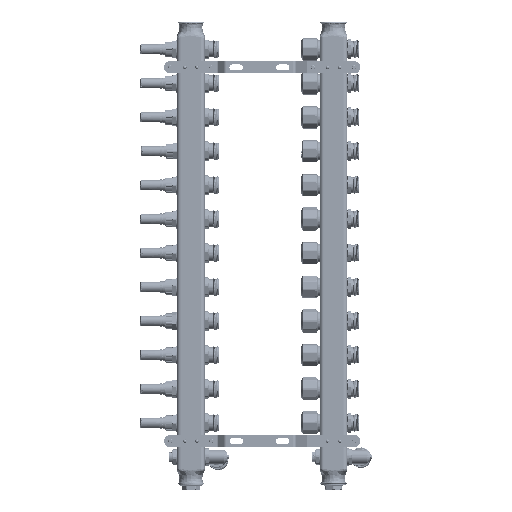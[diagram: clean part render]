
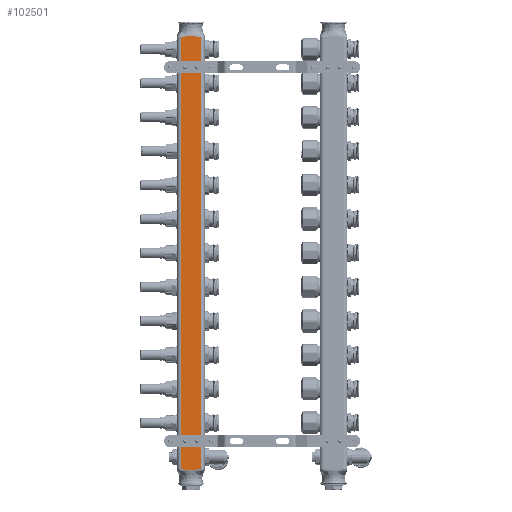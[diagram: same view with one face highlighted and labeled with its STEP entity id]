
A CAD part, front view. The second image highlights one B-rep face of the part: STEP entity #102501.
In plain terms, the highlighted face is planar.
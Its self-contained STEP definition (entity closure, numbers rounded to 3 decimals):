
#496 = LINE ( 'NONE', #43677, #112439 ) ;
#1345 = CARTESIAN_POINT ( 'NONE',  ( 19.5, 4.287, -658.469 ) ) ;
#1876 = VECTOR ( 'NONE', #123288, 1000. ) ;
#2166 = CARTESIAN_POINT ( 'NONE',  ( 19.5, 11.219, -657.207 ) ) ;
#7008 = CARTESIAN_POINT ( 'NONE',  ( 19.5, 2.461, -19.345 ) ) ;
#7838 = CARTESIAN_POINT ( 'NONE',  ( 19.5, 13.315, -21.252 ) ) ;
#8635 = CARTESIAN_POINT ( 'NONE',  ( 19.5, -4.27, -19.529 ) ) ;
#12234 = LINE ( 'NONE', #18637, #1876 ) ;
#15054 = EDGE_CURVE ( 'NONE', #28782, #91573, #12234, .T. ) ;
#17779 = CARTESIAN_POINT ( 'NONE',  ( 19.5, 12.423, -21.029 ) ) ;
#18193 = CARTESIAN_POINT ( 'NONE',  ( 19.5, -14.5, -21.574 ) ) ;
#18281 = AXIS2_PLACEMENT_3D ( 'NONE', #52278, #52691, #43516 ) ;
#18637 = CARTESIAN_POINT ( 'NONE',  ( 19.5, 14.5, -339. ) ) ;
#19000 = CARTESIAN_POINT ( 'NONE',  ( 19.5, -8.505, -20.256 ) ) ;
#19413 = CARTESIAN_POINT ( 'NONE',  ( 19.5, -11.215, -20.792 ) ) ;
#23522 = B_SPLINE_CURVE_WITH_KNOTS ( 'NONE', 3,
 ( #67966, #58409, #95918, #86320, #87971, #97173, #2166, #115095, #68395, #106763, #96330, #105521, #1345, #115918, #87554, #48815, #59235, #30533, #40047, #96754, #105108, #57980, #87150, #49647, #105948, #77135, #67146, #29262, #76722, #68820 ),
 .UNSPECIFIED., .F., .F.,
 ( 4, 2, 2, 2, 2, 2, 2, 2, 2, 2, 2, 2, 2, 2, 4 ),
 ( 0., 0.002, 0.003, 0.004, 0.007, 0.009, 0.011, 0.015, 0.018, 0.02, 0.022, 0.026, 0.027, 0.028, 0.029 ),
 .UNSPECIFIED. ) ;
#27404 = CARTESIAN_POINT ( 'NONE',  ( 19.5, 12.124, -20.957 ) ) ;
#27815 = CARTESIAN_POINT ( 'NONE',  ( 19.5, -2.442, -19.344 ) ) ;
#28782 = VERTEX_POINT ( 'NONE', #81371 ) ;
#29262 = CARTESIAN_POINT ( 'NONE',  ( 19.5, -13.313, -656.748 ) ) ;
#30533 = CARTESIAN_POINT ( 'NONE',  ( 19.5, -4.27, -658.471 ) ) ;
#36989 = CARTESIAN_POINT ( 'NONE',  ( 19.5, 9.712, -20.509 ) ) ;
#38143 = CARTESIAN_POINT ( 'NONE',  ( 19.5, -14.5, -656.426 ) ) ;
#40047 = CARTESIAN_POINT ( 'NONE',  ( 19.5, -4.878, -658.392 ) ) ;
#43516 = DIRECTION ( 'NONE',  ( 0., -1., 0. ) ) ;
#43677 = CARTESIAN_POINT ( 'NONE',  ( 19.5, -14.5, -339. ) ) ;
#44904 = CARTESIAN_POINT ( 'NONE',  ( 19.5, 11.521, -20.849 ) ) ;
#48815 = CARTESIAN_POINT ( 'NONE',  ( 19.5, -1.22, -658.713 ) ) ;
#49647 = CARTESIAN_POINT ( 'NONE',  ( 19.5, -11.215, -657.208 ) ) ;
#52278 = CARTESIAN_POINT ( 'NONE',  ( 19.5, 14.5, -339. ) ) ;
#52691 = DIRECTION ( 'NONE',  ( -1., 0., 0. ) ) ;
#54084 = CARTESIAN_POINT ( 'NONE',  ( 19.5, 6.103, -19.798 ) ) ;
#54504 = CARTESIAN_POINT ( 'NONE',  ( 19.5, 6.705, -19.908 ) ) ;
#56138 = CARTESIAN_POINT ( 'NONE',  ( 19.5, -6.697, -19.907 ) ) ;
#56564 = CARTESIAN_POINT ( 'NONE',  ( 19.5, -13.907, -21.411 ) ) ;
#57198 = ORIENTED_EDGE ( 'NONE', *, *, #70452, .F. ) ;
#57772 = CARTESIAN_POINT ( 'NONE',  ( 19.5, -12.419, -21.028 ) ) ;
#57980 = CARTESIAN_POINT ( 'NONE',  ( 19.5, -8.505, -657.744 ) ) ;
#58409 = CARTESIAN_POINT ( 'NONE',  ( 19.5, 13.908, -656.588 ) ) ;
#59110 = FACE_OUTER_BOUND ( 'NONE', #101631, .T. ) ;
#59235 = CARTESIAN_POINT ( 'NONE',  ( 19.5, -2.442, -658.656 ) ) ;
#61661 = B_SPLINE_CURVE_WITH_KNOTS ( 'NONE', 3,
 ( #102879, #112036, #7838, #17779, #27404, #44904, #111634, #36989, #63673, #54504, #54084, #121185, #64091, #7008, #114483, #113269, #27815, #8635, #113669, #76929, #56138, #19000, #76532, #19413, #122845, #114072, #57772, #66135, #56564, #18193 ),
 .UNSPECIFIED., .F., .F.,
 ( 4, 2, 2, 2, 2, 2, 2, 2, 2, 2, 2, 2, 2, 2, 4 ),
 ( 0., 0.002, 0.003, 0.004, 0.007, 0.009, 0.011, 0.015, 0.018, 0.02, 0.022, 0.026, 0.027, 0.028, 0.029 ),
 .UNSPECIFIED. ) ;
#63673 = CARTESIAN_POINT ( 'NONE',  ( 19.5, 8.511, -20.258 ) ) ;
#63823 = EDGE_CURVE ( 'NONE', #28782, #102077, #23522, .T. ) ;
#64016 = ORIENTED_EDGE ( 'NONE', *, *, #63823, .F. ) ;
#64091 = CARTESIAN_POINT ( 'NONE',  ( 19.5, 4.287, -19.531 ) ) ;
#66135 = CARTESIAN_POINT ( 'NONE',  ( 19.5, -13.313, -21.252 ) ) ;
#67146 = CARTESIAN_POINT ( 'NONE',  ( 19.5, -12.419, -656.972 ) ) ;
#67966 = CARTESIAN_POINT ( 'NONE',  ( 19.5, 14.5, -656.426 ) ) ;
#68395 = CARTESIAN_POINT ( 'NONE',  ( 19.5, 8.511, -657.742 ) ) ;
#68820 = CARTESIAN_POINT ( 'NONE',  ( 19.5, -14.5, -656.426 ) ) ;
#70452 = EDGE_CURVE ( 'NONE', #102077, #107627, #496, .T. ) ;
#76532 = CARTESIAN_POINT ( 'NONE',  ( 19.5, -9.706, -20.508 ) ) ;
#76722 = CARTESIAN_POINT ( 'NONE',  ( 19.5, -13.907, -656.589 ) ) ;
#76929 = CARTESIAN_POINT ( 'NONE',  ( 19.5, -6.093, -19.796 ) ) ;
#77135 = CARTESIAN_POINT ( 'NONE',  ( 19.5, -12.121, -657.043 ) ) ;
#81371 = CARTESIAN_POINT ( 'NONE',  ( 19.5, 14.5, -656.426 ) ) ;
#86320 = CARTESIAN_POINT ( 'NONE',  ( 19.5, 12.423, -656.971 ) ) ;
#87150 = CARTESIAN_POINT ( 'NONE',  ( 19.5, -9.706, -657.492 ) ) ;
#87554 = CARTESIAN_POINT ( 'NONE',  ( 19.5, 1.232, -658.712 ) ) ;
#87971 = CARTESIAN_POINT ( 'NONE',  ( 19.5, 12.124, -657.043 ) ) ;
#89885 = CARTESIAN_POINT ( 'NONE',  ( 19.5, 14.5, -21.574 ) ) ;
#91573 = VERTEX_POINT ( 'NONE', #89885 ) ;
#95918 = CARTESIAN_POINT ( 'NONE',  ( 19.5, 13.315, -656.748 ) ) ;
#96330 = CARTESIAN_POINT ( 'NONE',  ( 19.5, 6.103, -658.202 ) ) ;
#96754 = CARTESIAN_POINT ( 'NONE',  ( 19.5, -6.093, -658.204 ) ) ;
#97173 = CARTESIAN_POINT ( 'NONE',  ( 19.5, 11.521, -657.151 ) ) ;
#97372 = ORIENTED_EDGE ( 'NONE', *, *, #117328, .T. ) ;
#97779 = ORIENTED_EDGE ( 'NONE', *, *, #15054, .T. ) ;
#101484 = PLANE ( 'NONE',  #18281 ) ;
#101631 = EDGE_LOOP ( 'NONE', ( #97779, #97372, #57198, #64016 ) ) ;
#102077 = VERTEX_POINT ( 'NONE', #38143 ) ;
#102501 = ADVANCED_FACE ( 'NONE', ( #59110 ), #101484, .F. ) ;
#102879 = CARTESIAN_POINT ( 'NONE',  ( 19.5, 14.5, -21.574 ) ) ;
#105108 = CARTESIAN_POINT ( 'NONE',  ( 19.5, -6.697, -658.093 ) ) ;
#105521 = CARTESIAN_POINT ( 'NONE',  ( 19.5, 4.893, -658.39 ) ) ;
#105948 = CARTESIAN_POINT ( 'NONE',  ( 19.5, -11.516, -657.152 ) ) ;
#106763 = CARTESIAN_POINT ( 'NONE',  ( 19.5, 6.705, -658.092 ) ) ;
#107627 = VERTEX_POINT ( 'NONE', #116543 ) ;
#111634 = CARTESIAN_POINT ( 'NONE',  ( 19.5, 11.219, -20.793 ) ) ;
#112036 = CARTESIAN_POINT ( 'NONE',  ( 19.5, 13.908, -21.412 ) ) ;
#112439 = VECTOR ( 'NONE', #119946, 1000. ) ;
#113269 = CARTESIAN_POINT ( 'NONE',  ( 19.5, -1.22, -19.287 ) ) ;
#113669 = CARTESIAN_POINT ( 'NONE',  ( 19.5, -4.878, -19.608 ) ) ;
#114072 = CARTESIAN_POINT ( 'NONE',  ( 19.5, -12.121, -20.957 ) ) ;
#114483 = CARTESIAN_POINT ( 'NONE',  ( 19.5, 1.232, -19.288 ) ) ;
#115095 = CARTESIAN_POINT ( 'NONE',  ( 19.5, 9.712, -657.491 ) ) ;
#115918 = CARTESIAN_POINT ( 'NONE',  ( 19.5, 2.461, -658.655 ) ) ;
#116543 = CARTESIAN_POINT ( 'NONE',  ( 19.5, -14.5, -21.574 ) ) ;
#117328 = EDGE_CURVE ( 'NONE', #91573, #107627, #61661, .T. ) ;
#119946 = DIRECTION ( 'NONE',  ( 0., 0., 1. ) ) ;
#121185 = CARTESIAN_POINT ( 'NONE',  ( 19.5, 4.893, -19.61 ) ) ;
#122845 = CARTESIAN_POINT ( 'NONE',  ( 19.5, -11.516, -20.848 ) ) ;
#123288 = DIRECTION ( 'NONE',  ( 0., 0., 1. ) ) ;
